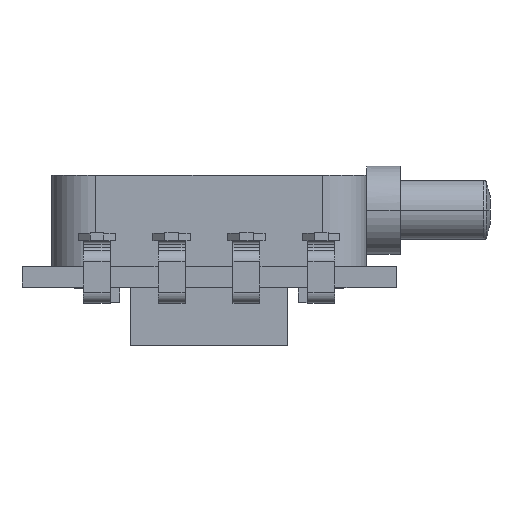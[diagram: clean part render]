
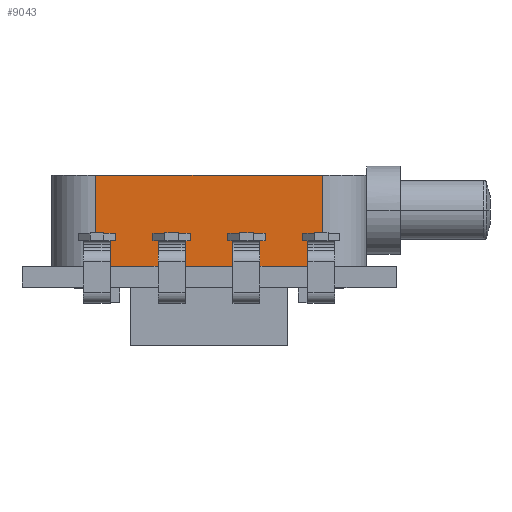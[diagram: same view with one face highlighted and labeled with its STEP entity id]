
A CAD part, top view. The second image highlights one B-rep face of the part: STEP entity #9043.
In plain terms, the highlighted planar face has unit normal (0, 0, 1).
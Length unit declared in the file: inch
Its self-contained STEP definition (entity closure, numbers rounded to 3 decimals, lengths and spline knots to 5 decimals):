
#939 = EDGE_CURVE ( 'NONE', #4674, #4446, #8835, .T. ) ;
#943 = EDGE_CURVE ( 'NONE', #4588, #4456, #8820, .T. ) ;
#944 = EDGE_CURVE ( 'NONE', #4674, #4588, #8822, .T. ) ;
#1252 = AXIS2_PLACEMENT_3D ( 'NONE', #5102, #5090, #5089 ) ;
#1961 = EDGE_CURVE ( 'NONE', #4446, #4456, #7701, .T. ) ;
#1999 = DIRECTION ( 'NONE',  ( 1., 0., 0. ) ) ;
#2000 = CARTESIAN_POINT ( 'NONE',  ( -0.1515, 0.01378, 0.2105 ) ) ;
#3175 = ORIENTED_EDGE ( 'NONE', *, *, #939, .T. ) ;
#3176 = ORIENTED_EDGE ( 'NONE', *, *, #944, .F. ) ;
#3177 = ORIENTED_EDGE ( 'NONE', *, *, #943, .F. ) ;
#3178 = ORIENTED_EDGE ( 'NONE', *, *, #1961, .T. ) ;
#3505 = EDGE_LOOP ( 'NONE', ( #3178, #3177, #3176, #3175 ) ) ;
#4011 = DIRECTION ( 'NONE',  ( 0., -1., 0. ) ) ;
#4016 = CARTESIAN_POINT ( 'NONE',  ( -0.1515, 0.13578, 0.2105 ) ) ;
#4040 = CARTESIAN_POINT ( 'NONE',  ( 0.1515, 0.13578, 0.2105 ) ) ;
#4201 = DIRECTION ( 'NONE',  ( 1., 0., 0. ) ) ;
#4261 = CARTESIAN_POINT ( 'NONE',  ( -0.1515, 0.13578, 0.2105 ) ) ;
#4267 = DIRECTION ( 'NONE',  ( 0., -1., 0. ) ) ;
#4446 = VERTEX_POINT ( 'NONE', #9729 ) ;
#4456 = VERTEX_POINT ( 'NONE', #9719 ) ;
#4588 = VERTEX_POINT ( 'NONE', #6386 ) ;
#4674 = VERTEX_POINT ( 'NONE', #6424 ) ;
#5089 = DIRECTION ( 'NONE',  ( -1., 0., 0. ) ) ;
#5090 = DIRECTION ( 'NONE',  ( 0., 0., -1. ) ) ;
#5097 = PLANE ( 'NONE',  #1252 ) ;
#5102 = CARTESIAN_POINT ( 'NONE',  ( -0.1515, 0.13578, 0.2105 ) ) ;
#5943 = FACE_OUTER_BOUND ( 'NONE', #3505, .T. ) ;
#6386 = CARTESIAN_POINT ( 'NONE',  ( 0.1515, 0.13578, 0.2105 ) ) ;
#6424 = CARTESIAN_POINT ( 'NONE',  ( -0.1515, 0.13578, 0.2105 ) ) ;
#7701 = LINE ( 'NONE', #2000, #7709 ) ;
#7709 = VECTOR ( 'NONE', #1999, 39.37008 ) ;
#8818 = VECTOR ( 'NONE', #4201, 39.37008 ) ;
#8820 = LINE ( 'NONE', #4040, #8824 ) ;
#8822 = LINE ( 'NONE', #4261, #8818 ) ;
#8824 = VECTOR ( 'NONE', #4267, 39.37008 ) ;
#8826 = VECTOR ( 'NONE', #4011, 39.37008 ) ;
#8835 = LINE ( 'NONE', #4016, #8826 ) ;
#9043 = ADVANCED_FACE ( 'NONE', ( #5943 ), #5097, .F. ) ;
#9719 = CARTESIAN_POINT ( 'NONE',  ( 0.1515, 0.01378, 0.2105 ) ) ;
#9729 = CARTESIAN_POINT ( 'NONE',  ( -0.1515, 0.01378, 0.2105 ) ) ;
